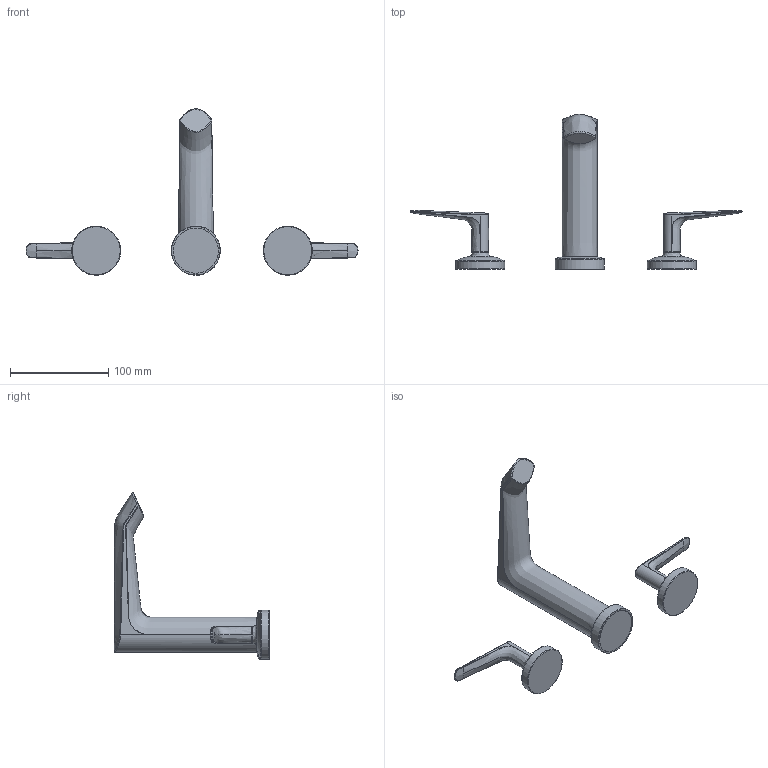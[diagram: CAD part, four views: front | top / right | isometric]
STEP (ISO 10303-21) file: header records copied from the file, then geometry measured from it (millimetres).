
FILE_DESCRIPTION(/* description */ (''),/* implementation_level */ '2;1');
FILE_NAME(/* name */ 'VY08 3D.stp',/* time_stamp */ '2017-08-22T09:08:46-04:00',/* author */ ('simono'),/* organization */ (''),/* preprocessor_version */ 'ST-DEVELOPER v15.6',/* originating_system */ 'Autodesk Inventor 2015',/* authorisation */ '');
FILE_SCHEMA (('AUTOMOTIVE_DESIGN { 1 0 10303 214 3 1 1 }'));
Length unit declared in the file: millimetre
Products named in the file (1): VY08 3D
Bounding box: 338.43 x 158.35 x 169.7 mm (x, y, z)
Volume: 320134.5 mm3; surface area: 52376.1 mm2
Topology: 3 solids, 3 shells, 121 faces, 260 edges, 147 vertices
Faces by surface type: bspline 77, plane 16, cylinder 13, torus 11, sphere 4
Full cylindrical faces by diameter (mm): 17 x2, 46 x1, 50 x3
Entity records: 8632 total; most frequent: CARTESIAN_POINT 6407, ORIENTED_EDGE 488, DIRECTION 274, EDGE_CURVE 244, VERTEX_POINT 145, B_SPLINE_CURVE_WITH_KNOTS 142, EDGE_LOOP 137, AXIS2_PLACEMENT_3D 130
